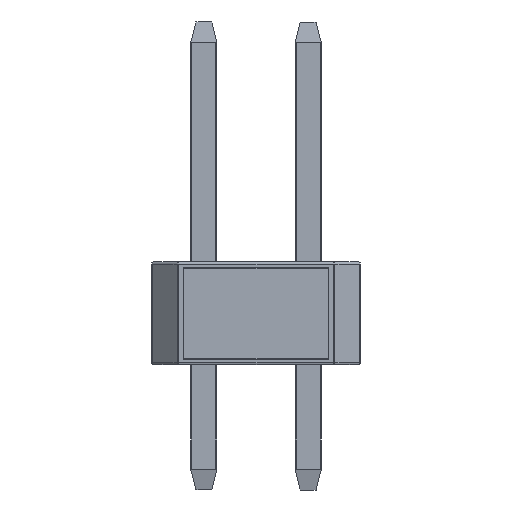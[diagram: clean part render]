
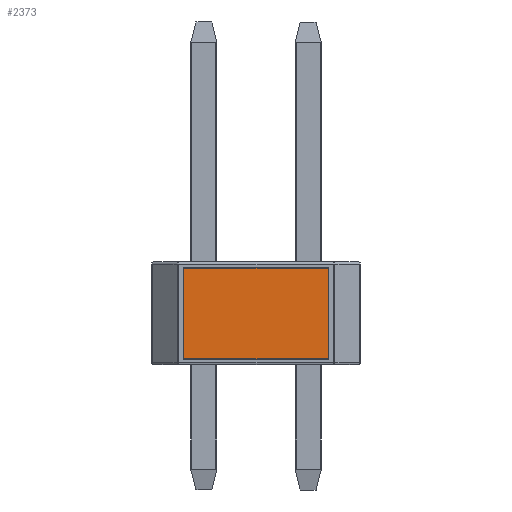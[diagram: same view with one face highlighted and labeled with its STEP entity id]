
A CAD part, left-side view. The second image highlights one B-rep face of the part: STEP entity #2373.
In plain terms, the highlighted planar face has unit normal (-1, 0, 0).
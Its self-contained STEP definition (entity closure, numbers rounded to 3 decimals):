
#422=FACE_OUTER_BOUND('',#548,.T.);
#548=EDGE_LOOP('',(#1950,#1951,#1952,#1953));
#687=LINE('',#3694,#903);
#688=LINE('',#3699,#904);
#691=LINE('',#3707,#907);
#693=LINE('',#3710,#909);
#903=VECTOR('',#2945,10.);
#904=VECTOR('',#2950,10.);
#907=VECTOR('',#2959,10.);
#909=VECTOR('',#2963,10.);
#1100=VERTEX_POINT('',#3691);
#1101=VERTEX_POINT('',#3693);
#1102=VERTEX_POINT('',#3697);
#1103=VERTEX_POINT('',#3698);
#1316=EDGE_CURVE('',#1101,#1100,#687,.T.);
#1318=EDGE_CURVE('',#1102,#1103,#688,.T.);
#1323=EDGE_CURVE('',#1100,#1102,#691,.T.);
#1325=EDGE_CURVE('',#1103,#1101,#693,.T.);
#1950=ORIENTED_EDGE('',*,*,#1323,.T.);
#1951=ORIENTED_EDGE('',*,*,#1318,.T.);
#1952=ORIENTED_EDGE('',*,*,#1325,.T.);
#1953=ORIENTED_EDGE('',*,*,#1316,.T.);
#2136=PLANE('',#2619);
#2373=ADVANCED_FACE('',(#422),#2136,.T.);
#2619=AXIS2_PLACEMENT_3D('',#3908,#3214,#3215);
#2945=DIRECTION('',(0.,1.,0.));
#2950=DIRECTION('',(0.,-1.,0.));
#2959=DIRECTION('',(0.,0.,-1.));
#2963=DIRECTION('',(0.,0.,1.));
#3214=DIRECTION('center_axis',(-1.,0.,0.));
#3215=DIRECTION('ref_axis',(0.,0.,1.));
#3691=CARTESIAN_POINT('',(-1.27,3.023,2.35));
#3693=CARTESIAN_POINT('',(-1.27,-0.488,2.35));
#3694=CARTESIAN_POINT('',(-1.27,3.023,2.35));
#3697=CARTESIAN_POINT('',(-1.27,3.023,0.15));
#3698=CARTESIAN_POINT('',(-1.27,-0.488,0.15));
#3699=CARTESIAN_POINT('',(-1.27,-0.488,0.15));
#3707=CARTESIAN_POINT('',(-1.27,3.023,0.15));
#3710=CARTESIAN_POINT('',(-1.27,-0.488,2.35));
#3908=CARTESIAN_POINT('Origin',(-1.27,1.268,1.25));
